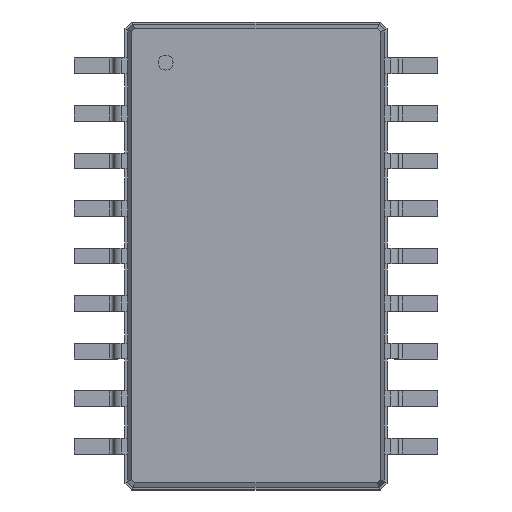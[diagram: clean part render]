
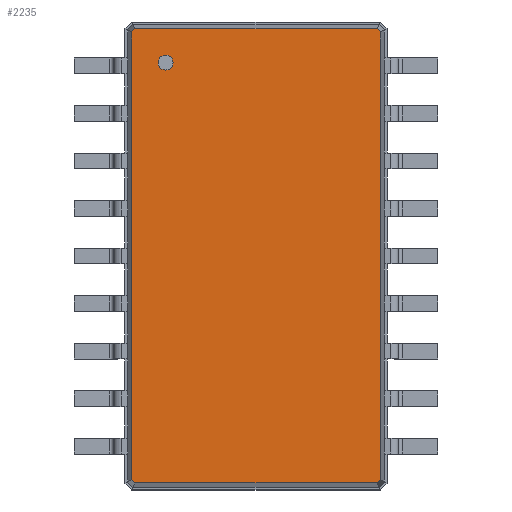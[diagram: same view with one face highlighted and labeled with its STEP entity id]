
A CAD part, top view. The second image highlights one B-rep face of the part: STEP entity #2235.
In plain terms, the highlighted planar face has unit normal (0, 0, 1).
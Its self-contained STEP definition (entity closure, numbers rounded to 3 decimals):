
#13=DIRECTION('',(0.,0.,1.));
#27=VECTOR('',#28,1.);
#28=DIRECTION('',(0.,-1.,0.));
#36=DIRECTION('',(0.,1.,0.));
#58=VECTOR('',#59,1.);
#59=DIRECTION('',(1.,0.,0.));
#130=VECTOR('',#131,1.);
#131=DIRECTION('',(-1.,0.,0.));
#429=VECTOR('',#430,1.);
#430=DIRECTION('',(0.707,-0.707,0.));
#436=VECTOR('',#437,1.);
#437=DIRECTION('',(-0.707,-0.707,0.));
#448=VECTOR('',#449,1.);
#449=DIRECTION('',(-0.707,0.707,0.));
#455=VECTOR('',#36,1.);
#459=VECTOR('',#460,1.);
#460=DIRECTION('',(0.707,0.707,0.));
#903=VERTEX_POINT('',#904);
#904=CARTESIAN_POINT('',(3.314,-5.982,1.6));
#906=ORIENTED_EDGE('',*,*,#907,.F.);
#907=EDGE_CURVE('',#908,#903,#910,.T.);
#908=VERTEX_POINT('',#909);
#909=CARTESIAN_POINT('',(3.314,5.982,1.6));
#910=LINE('',#909,#27);
#2226=ORIENTED_EDGE('',*,*,#2227,.F.);
#2227=EDGE_CURVE('',#2228,#908,#2230,.T.);
#2228=VERTEX_POINT('',#2229);
#2229=CARTESIAN_POINT('',(3.232,6.064,1.6));
#2230=LINE('',#2229,#429);
#2235=ADVANCED_FACE('',(#2236,#2266),#2275,.T.);
#2236=FACE_BOUND('',#2237,.T.);
#2237=EDGE_LOOP('',(#2238,#2243,#2248,#2253,#2258,#2263,#906,#2226));
#2238=ORIENTED_EDGE('',*,*,#2239,.F.);
#2239=EDGE_CURVE('',#2240,#2228,#2242,.T.);
#2240=VERTEX_POINT('',#2241);
#2241=CARTESIAN_POINT('',(-3.232,6.064,1.6));
#2242=LINE('',#2241,#58);
#2243=ORIENTED_EDGE('',*,*,#2244,.F.);
#2244=EDGE_CURVE('',#2245,#2240,#2247,.T.);
#2245=VERTEX_POINT('',#2246);
#2246=CARTESIAN_POINT('',(-3.314,5.982,1.6));
#2247=LINE('',#2246,#459);
#2248=ORIENTED_EDGE('',*,*,#2249,.F.);
#2249=EDGE_CURVE('',#2250,#2245,#2252,.T.);
#2250=VERTEX_POINT('',#2251);
#2251=CARTESIAN_POINT('',(-3.314,-5.982,1.6));
#2252=LINE('',#2251,#455);
#2253=ORIENTED_EDGE('',*,*,#2254,.F.);
#2254=EDGE_CURVE('',#2255,#2250,#2257,.T.);
#2255=VERTEX_POINT('',#2256);
#2256=CARTESIAN_POINT('',(-3.232,-6.064,1.6));
#2257=LINE('',#2256,#448);
#2258=ORIENTED_EDGE('',*,*,#2259,.F.);
#2259=EDGE_CURVE('',#2260,#2255,#2262,.T.);
#2260=VERTEX_POINT('',#2261);
#2261=CARTESIAN_POINT('',(3.232,-6.064,1.6));
#2262=LINE('',#2261,#130);
#2263=ORIENTED_EDGE('',*,*,#2264,.F.);
#2264=EDGE_CURVE('',#903,#2260,#2265,.T.);
#2265=LINE('',#904,#436);
#2266=FACE_BOUND('',#2267,.T.);
#2267=EDGE_LOOP('',(#2268));
#2268=ORIENTED_EDGE('',*,*,#2269,.F.);
#2269=EDGE_CURVE('',#2270,#2270,#2272,.T.);
#2270=VERTEX_POINT('',#2271);
#2271=CARTESIAN_POINT('',(-2.414,4.964,1.6));
#2272=CIRCLE('',#2273,0.2);
#2273=AXIS2_PLACEMENT_3D('',#2274,#13,#28);
#2274=CARTESIAN_POINT('',(-2.414,5.164,1.6));
#2275=PLANE('',#2276);
#2276=AXIS2_PLACEMENT_3D('',#2241,#13,#2277);
#2277=DIRECTION('',(0.47,-0.882,0.));
